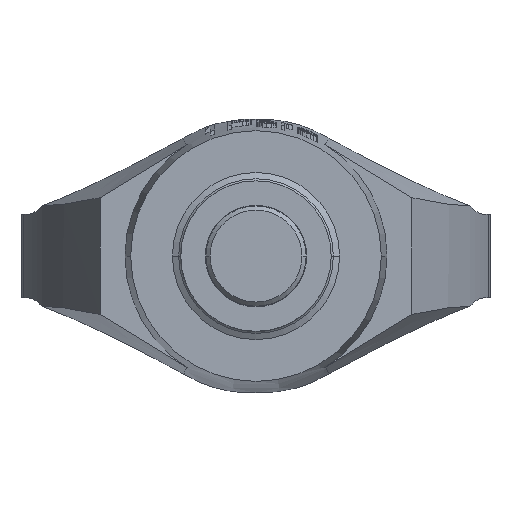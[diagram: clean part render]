
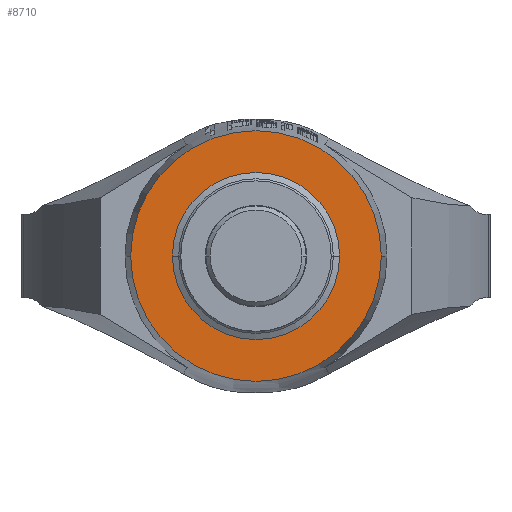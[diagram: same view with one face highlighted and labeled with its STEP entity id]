
A CAD part, front view. The second image highlights one B-rep face of the part: STEP entity #8710.
In plain terms, the highlighted planar face has unit normal (0, -1, 0).
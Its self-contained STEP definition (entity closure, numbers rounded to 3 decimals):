
#2=CARTESIAN_POINT('',(0.,-27.,0.));
#3=DIRECTION('',(0.,-1.,0.));
#4=DIRECTION('',(-1.,0.,0.));
#5=AXIS2_PLACEMENT_3D('',#2,#3,#4);
#7=CARTESIAN_POINT('',(0.,-27.,0.));
#8=DIRECTION('',(0.,-1.,0.));
#9=DIRECTION('',(1.,0.,0.));
#10=AXIS2_PLACEMENT_3D('',#7,#8,#9);
#72=CARTESIAN_POINT('',(0.,-27.,0.));
#73=DIRECTION('',(0.,-1.,0.));
#74=DIRECTION('',(1.,0.,0.));
#75=AXIS2_PLACEMENT_3D('',#72,#73,#74);
#2707=CARTESIAN_POINT('',(0.,-27.,0.));
#2708=DIRECTION('',(0.,1.,0.));
#2709=DIRECTION('',(1.,0.,0.));
#2710=AXIS2_PLACEMENT_3D('',#2707,#2708,#2709);
#6953=CARTESIAN_POINT('',(15.,-27.,0.));
#6954=CARTESIAN_POINT('',(-15.,-27.,0.));
#6955=VERTEX_POINT('',#6953);
#6956=VERTEX_POINT('',#6954);
#6977=CARTESIAN_POINT('',(-10.,-27.,0.));
#6978=CARTESIAN_POINT('',(10.,-27.,0.));
#6979=VERTEX_POINT('',#6977);
#6980=VERTEX_POINT('',#6978);
#8693=CARTESIAN_POINT('',(0.,-27.,0.));
#8694=DIRECTION('',(0.,-1.,0.));
#8695=DIRECTION('',(-1.,0.,0.));
#8696=AXIS2_PLACEMENT_3D('',#8693,#8694,#8695);
#8697=PLANE('',#8696);
#8699=ORIENTED_EDGE('',*,*,#8698,.F.);
#8701=ORIENTED_EDGE('',*,*,#8700,.T.);
#8702=EDGE_LOOP('',(#8699,#8701));
#8703=FACE_OUTER_BOUND('',#8702,.F.);
#8705=ORIENTED_EDGE('',*,*,#8704,.T.);
#8707=ORIENTED_EDGE('',*,*,#8706,.T.);
#8708=EDGE_LOOP('',(#8705,#8707));
#8709=FACE_BOUND('',#8708,.F.);
#8710=ADVANCED_FACE('',(#8703,#8709),#8697,.T.);
#6=CIRCLE('',#5,10.);
#11=CIRCLE('',#10,10.);
#76=CIRCLE('',#75,15.);
#2711=CIRCLE('',#2710,15.);
#8698=EDGE_CURVE('',#6955,#6956,#76,.T.);
#8700=EDGE_CURVE('',#6955,#6956,#2711,.T.);
#8704=EDGE_CURVE('',#6979,#6980,#6,.T.);
#8706=EDGE_CURVE('',#6980,#6979,#11,.T.);
